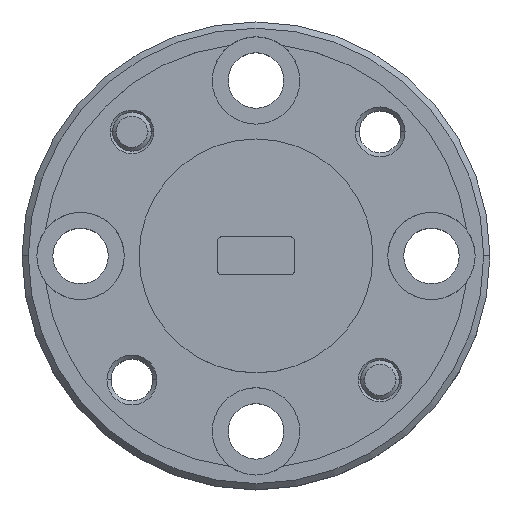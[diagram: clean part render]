
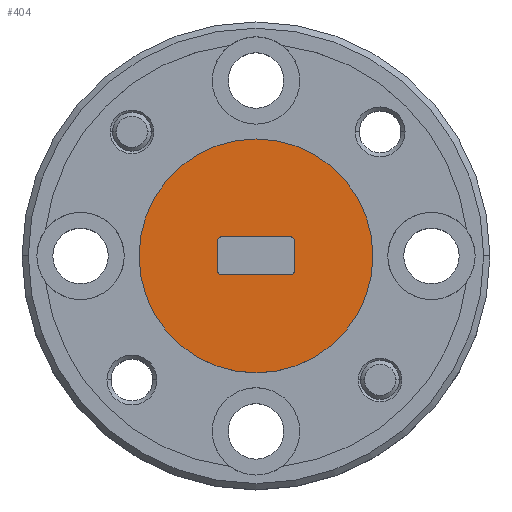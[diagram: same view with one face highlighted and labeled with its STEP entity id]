
A CAD part, top view. The second image highlights one B-rep face of the part: STEP entity #404.
In plain terms, the highlighted planar face has unit normal (0, 0, 1).
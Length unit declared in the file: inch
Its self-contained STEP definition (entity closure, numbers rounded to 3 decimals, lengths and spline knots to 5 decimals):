
#30 = CARTESIAN_POINT ( 'NONE',  ( -0.061, 0.0305, 0. ) ) ;
#45 = EDGE_CURVE ( 'NONE', #382, #1309, #2154, .T. ) ;
#99 = EDGE_CURVE ( 'NONE', #3969, #2242, #421, .T. ) ;
#193 = EDGE_CURVE ( 'NONE', #3969, #4700, #2703, .T. ) ;
#321 = VECTOR ( 'NONE', #2283, 39.37008 ) ;
#382 = VERTEX_POINT ( 'NONE', #4858 ) ;
#404 = ADVANCED_FACE ( 'NONE', ( #1777, #1346 ), #2269, .T. ) ;
#414 = EDGE_CURVE ( 'NONE', #2077, #4175, #4298, .T. ) ;
#421 = LINE ( 'NONE', #30, #477 ) ;
#477 = VECTOR ( 'NONE', #3997, 39.37008 ) ;
#480 = CARTESIAN_POINT ( 'NONE',  ( 0.061, -0.0255, 0. ) ) ;
#505 = CARTESIAN_POINT ( 'NONE',  ( -0.061, -0.0305, 0. ) ) ;
#512 = CARTESIAN_POINT ( 'NONE',  ( -0.061, -0.0255, 0. ) ) ;
#793 = ORIENTED_EDGE ( 'NONE', *, *, #99, .F. ) ;
#842 = CARTESIAN_POINT ( 'NONE',  ( 0., 0., 0. ) ) ;
#854 = LINE ( 'NONE', #2620, #3483 ) ;
#861 = ORIENTED_EDGE ( 'NONE', *, *, #2399, .T. ) ;
#937 = DIRECTION ( 'NONE',  ( 0., 0., -1. ) ) ;
#955 = CARTESIAN_POINT ( 'NONE',  ( -0.056, 0.0305, 0. ) ) ;
#1013 = CARTESIAN_POINT ( 'NONE',  ( 0., 0., 0. ) ) ;
#1079 = VECTOR ( 'NONE', #2064, 39.37008 ) ;
#1238 = CIRCLE ( 'NONE', #5311, 0.1875 ) ;
#1253 = DIRECTION ( 'NONE',  ( 0., 0., -1. ) ) ;
#1268 = ORIENTED_EDGE ( 'NONE', *, *, #2258, .T. ) ;
#1309 = VERTEX_POINT ( 'NONE', #2951 ) ;
#1346 = FACE_OUTER_BOUND ( 'NONE', #4365, .T. ) ;
#1583 = DIRECTION ( 'NONE',  ( 0., 0., -1. ) ) ;
#1664 = DIRECTION ( 'NONE',  ( 1., 0., 0. ) ) ;
#1702 = CARTESIAN_POINT ( 'NONE',  ( 0.056, 0.0305, 0. ) ) ;
#1777 = FACE_BOUND ( 'NONE', #3529, .T. ) ;
#1862 = CARTESIAN_POINT ( 'NONE',  ( -0.061, 0.0255, 0. ) ) ;
#1883 = AXIS2_PLACEMENT_3D ( 'NONE', #4040, #937, #5346 ) ;
#1893 = CIRCLE ( 'NONE', #3002, 0.005 ) ;
#1898 = LINE ( 'NONE', #505, #321 ) ;
#1991 = DIRECTION ( 'NONE',  ( 1., 0., 0. ) ) ;
#2064 = DIRECTION ( 'NONE',  ( 0., 1., 0. ) ) ;
#2077 = VERTEX_POINT ( 'NONE', #480 ) ;
#2154 = CIRCLE ( 'NONE', #2880, 0.1875 ) ;
#2242 = VERTEX_POINT ( 'NONE', #955 ) ;
#2258 = EDGE_CURVE ( 'NONE', #1309, #382, #1238, .T. ) ;
#2269 = PLANE ( 'NONE',  #4759 ) ;
#2283 = DIRECTION ( 'NONE',  ( 1., 0., 0. ) ) ;
#2293 = VERTEX_POINT ( 'NONE', #512 ) ;
#2399 = EDGE_CURVE ( 'NONE', #5293, #2242, #1893, .T. ) ;
#2493 = CARTESIAN_POINT ( 'NONE',  ( 0.056, 0.0255, 0. ) ) ;
#2494 = LINE ( 'NONE', #4270, #1079 ) ;
#2620 = CARTESIAN_POINT ( 'NONE',  ( -0.061, -0.0305, 0. ) ) ;
#2670 = DIRECTION ( 'NONE',  ( 0., 0., 1. ) ) ;
#2688 = DIRECTION ( 'NONE',  ( 0., 0., 1. ) ) ;
#2703 = CIRCLE ( 'NONE', #3444, 0.005 ) ;
#2821 = EDGE_CURVE ( 'NONE', #5144, #4175, #1898, .T. ) ;
#2880 = AXIS2_PLACEMENT_3D ( 'NONE', #3526, #2688, #5335 ) ;
#2891 = EDGE_CURVE ( 'NONE', #5144, #2293, #3942, .T. ) ;
#2899 = ORIENTED_EDGE ( 'NONE', *, *, #414, .T. ) ;
#2905 = CARTESIAN_POINT ( 'NONE',  ( -0.056, -0.0255, 0. ) ) ;
#2951 = CARTESIAN_POINT ( 'NONE',  ( 0.1875, 0., 0. ) ) ;
#2957 = CARTESIAN_POINT ( 'NONE',  ( -0.056, -0.0305, 0. ) ) ;
#2995 = DIRECTION ( 'NONE',  ( 0., -1., 0. ) ) ;
#3002 = AXIS2_PLACEMENT_3D ( 'NONE', #5125, #3812, #1991 ) ;
#3148 = ORIENTED_EDGE ( 'NONE', *, *, #2821, .F. ) ;
#3250 = ORIENTED_EDGE ( 'NONE', *, *, #2891, .T. ) ;
#3444 = AXIS2_PLACEMENT_3D ( 'NONE', #2493, #1253, #1664 ) ;
#3483 = VECTOR ( 'NONE', #2995, 39.37008 ) ;
#3526 = CARTESIAN_POINT ( 'NONE',  ( 0., 0., 0. ) ) ;
#3529 = EDGE_LOOP ( 'NONE', ( #793, #5445, #4026, #2899, #3148, #3250, #4205, #861 ) ) ;
#3618 = DIRECTION ( 'NONE',  ( 1., 0., 0. ) ) ;
#3803 = DIRECTION ( 'NONE',  ( 1., 0., 0. ) ) ;
#3812 = DIRECTION ( 'NONE',  ( 0., 0., -1. ) ) ;
#3942 = CIRCLE ( 'NONE', #5147, 0.005 ) ;
#3969 = VERTEX_POINT ( 'NONE', #1702 ) ;
#3971 = EDGE_CURVE ( 'NONE', #5293, #2293, #854, .T. ) ;
#3997 = DIRECTION ( 'NONE',  ( -1., 0., 0. ) ) ;
#4026 = ORIENTED_EDGE ( 'NONE', *, *, #4148, .F. ) ;
#4040 = CARTESIAN_POINT ( 'NONE',  ( 0.056, -0.0255, 0. ) ) ;
#4148 = EDGE_CURVE ( 'NONE', #2077, #4700, #2494, .T. ) ;
#4175 = VERTEX_POINT ( 'NONE', #4414 ) ;
#4205 = ORIENTED_EDGE ( 'NONE', *, *, #3971, .F. ) ;
#4270 = CARTESIAN_POINT ( 'NONE',  ( 0.061, -0.0305, 0. ) ) ;
#4298 = CIRCLE ( 'NONE', #1883, 0.005 ) ;
#4365 = EDGE_LOOP ( 'NONE', ( #1268, #5578 ) ) ;
#4414 = CARTESIAN_POINT ( 'NONE',  ( 0.056, -0.0305, 0. ) ) ;
#4448 = DIRECTION ( 'NONE',  ( 1., 0., 0. ) ) ;
#4700 = VERTEX_POINT ( 'NONE', #5264 ) ;
#4759 = AXIS2_PLACEMENT_3D ( 'NONE', #842, #2670, #4448 ) ;
#4858 = CARTESIAN_POINT ( 'NONE',  ( -0.1875, 0., 0. ) ) ;
#5125 = CARTESIAN_POINT ( 'NONE',  ( -0.056, 0.0255, 0. ) ) ;
#5144 = VERTEX_POINT ( 'NONE', #2957 ) ;
#5147 = AXIS2_PLACEMENT_3D ( 'NONE', #2905, #1583, #3803 ) ;
#5264 = CARTESIAN_POINT ( 'NONE',  ( 0.061, 0.0255, 0. ) ) ;
#5293 = VERTEX_POINT ( 'NONE', #1862 ) ;
#5311 = AXIS2_PLACEMENT_3D ( 'NONE', #1013, #5444, #3618 ) ;
#5335 = DIRECTION ( 'NONE',  ( 1., 0., 0. ) ) ;
#5346 = DIRECTION ( 'NONE',  ( 1., 0., 0. ) ) ;
#5444 = DIRECTION ( 'NONE',  ( 0., 0., 1. ) ) ;
#5445 = ORIENTED_EDGE ( 'NONE', *, *, #193, .T. ) ;
#5578 = ORIENTED_EDGE ( 'NONE', *, *, #45, .T. ) ;
